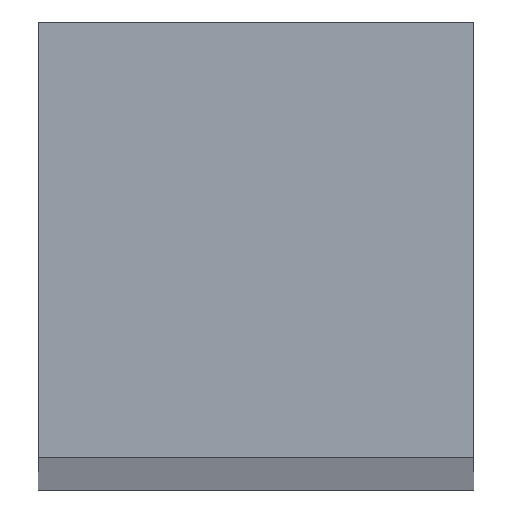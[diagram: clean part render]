
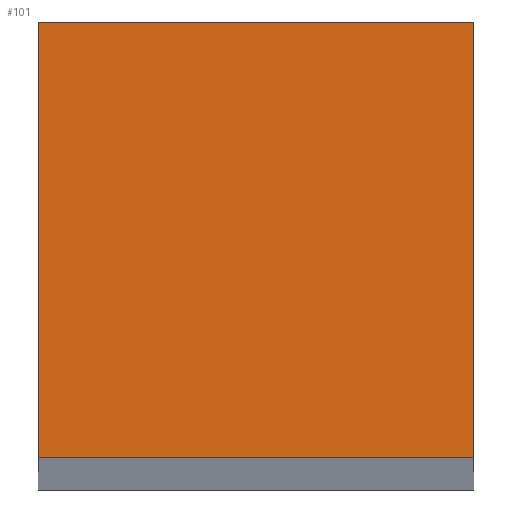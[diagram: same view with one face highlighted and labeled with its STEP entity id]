
A CAD part, top view. The second image highlights one B-rep face of the part: STEP entity #101.
In plain terms, the highlighted planar face has unit normal (0, 0, 1).
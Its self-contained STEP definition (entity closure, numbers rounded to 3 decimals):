
#4 = ORIENTED_EDGE ( 'NONE', *, *, #188, .T. ) ;
#14 = ORIENTED_EDGE ( 'NONE', *, *, #154, .T. ) ;
#15 = VERTEX_POINT ( 'NONE', #48 ) ;
#17 = CARTESIAN_POINT ( 'NONE',  ( -5., 5., 215. ) ) ;
#25 = VERTEX_POINT ( 'NONE', #50 ) ;
#32 = FACE_OUTER_BOUND ( 'NONE', #173, .T. ) ;
#35 = VERTEX_POINT ( 'NONE', #17 ) ;
#36 = LINE ( 'NONE', #72, #139 ) ;
#41 = ORIENTED_EDGE ( 'NONE', *, *, #178, .T. ) ;
#48 = CARTESIAN_POINT ( 'NONE',  ( 5., -5., 215. ) ) ;
#50 = CARTESIAN_POINT ( 'NONE',  ( -5., -5., 215. ) ) ;
#60 = DIRECTION ( 'NONE',  ( 0., 0., -1. ) ) ;
#61 = DIRECTION ( 'NONE',  ( -1., 0., 0. ) ) ;
#65 = CARTESIAN_POINT ( 'NONE',  ( 5., 5., 215. ) ) ;
#72 = CARTESIAN_POINT ( 'NONE',  ( -5., -5., 215. ) ) ;
#73 = DIRECTION ( 'NONE',  ( 1., 0., 0. ) ) ;
#76 = DIRECTION ( 'NONE',  ( 0., -1., 0. ) ) ;
#92 = CARTESIAN_POINT ( 'NONE',  ( 5., -5., 215. ) ) ;
#93 = DIRECTION ( 'NONE',  ( 0., 1., 0. ) ) ;
#101 = ADVANCED_FACE ( 'NONE', ( #32 ), #148, .F. ) ;
#106 = ORIENTED_EDGE ( 'NONE', *, *, #167, .T. ) ;
#108 = CARTESIAN_POINT ( 'NONE',  ( -5., 5., 215. ) ) ;
#110 = DIRECTION ( 'NONE',  ( -1., 0., 0. ) ) ;
#117 = VECTOR ( 'NONE', #110, 1000. ) ;
#137 = CARTESIAN_POINT ( 'NONE',  ( -5., -5., 215. ) ) ;
#138 = LINE ( 'NONE', #108, #117 ) ;
#139 = VECTOR ( 'NONE', #73, 1000. ) ;
#142 = AXIS2_PLACEMENT_3D ( 'NONE', #162, #60, #61 ) ;
#143 = LINE ( 'NONE', #92, #149 ) ;
#148 = PLANE ( 'NONE',  #142 ) ;
#149 = VECTOR ( 'NONE', #93, 1000. ) ;
#152 = VERTEX_POINT ( 'NONE', #65 ) ;
#154 = EDGE_CURVE ( 'NONE', #25, #15, #36, .T. ) ;
#162 = CARTESIAN_POINT ( 'NONE',  ( 0., 0., 215. ) ) ;
#167 = EDGE_CURVE ( 'NONE', #35, #25, #195, .T. ) ;
#173 = EDGE_LOOP ( 'NONE', ( #41, #4, #106, #14 ) ) ;
#178 = EDGE_CURVE ( 'NONE', #15, #152, #143, .T. ) ;
#188 = EDGE_CURVE ( 'NONE', #152, #35, #138, .T. ) ;
#195 = LINE ( 'NONE', #137, #198 ) ;
#198 = VECTOR ( 'NONE', #76, 1000. ) ;
